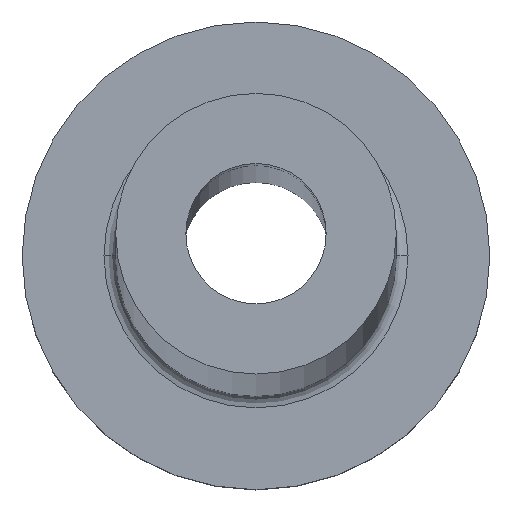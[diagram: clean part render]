
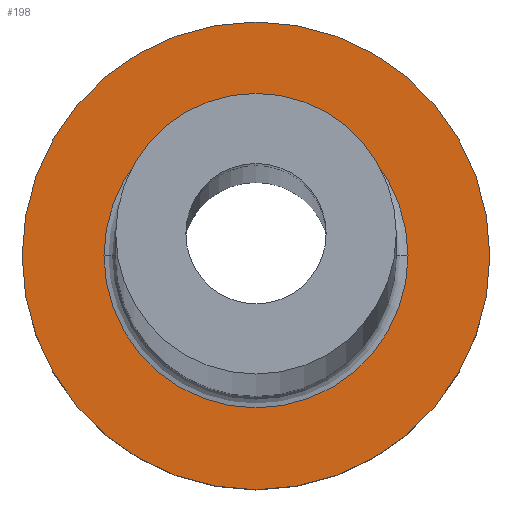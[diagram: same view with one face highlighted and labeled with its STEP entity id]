
A CAD part, top view. The second image highlights one B-rep face of the part: STEP entity #198.
In plain terms, the highlighted planar face has unit normal (0, 0, 1).
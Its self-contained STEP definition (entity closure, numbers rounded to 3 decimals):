
#9 = CIRCLE ( 'NONE', #140, 10. ) ;
#38 = EDGE_CURVE ( 'NONE', #357, #298, #177, .T. ) ;
#55 = CARTESIAN_POINT ( 'NONE',  ( 0., 0., 7. ) ) ;
#56 = PLANE ( 'NONE',  #116 ) ;
#58 = FACE_BOUND ( 'NONE', #72, .T. ) ;
#72 = EDGE_LOOP ( 'NONE', ( #267, #389 ) ) ;
#101 = CARTESIAN_POINT ( 'NONE',  ( 0., 0., 7. ) ) ;
#109 = ORIENTED_EDGE ( 'NONE', *, *, #120, .T. ) ;
#116 = AXIS2_PLACEMENT_3D ( 'NONE', #411, #338, #299 ) ;
#120 = EDGE_CURVE ( 'NONE', #436, #187, #9, .T. ) ;
#122 = DIRECTION ( 'NONE',  ( 0., 0., 1. ) ) ;
#140 = AXIS2_PLACEMENT_3D ( 'NONE', #229, #122, #441 ) ;
#147 = AXIS2_PLACEMENT_3D ( 'NONE', #101, #424, #211 ) ;
#167 = CARTESIAN_POINT ( 'NONE',  ( 0., 0., 7. ) ) ;
#177 = CIRCLE ( 'NONE', #147, 6.5 ) ;
#179 = AXIS2_PLACEMENT_3D ( 'NONE', #167, #314, #347 ) ;
#187 = VERTEX_POINT ( 'NONE', #408 ) ;
#194 = CARTESIAN_POINT ( 'NONE',  ( -6.5, 0., 7. ) ) ;
#196 = FACE_OUTER_BOUND ( 'NONE', #364, .T. ) ;
#198 = ADVANCED_FACE ( 'NONE', ( #58, #196 ), #56, .T. ) ;
#211 = DIRECTION ( 'NONE',  ( 1., 0., 0. ) ) ;
#229 = CARTESIAN_POINT ( 'NONE',  ( 0., 0., 7. ) ) ;
#234 = EDGE_CURVE ( 'NONE', #298, #357, #259, .T. ) ;
#239 = ORIENTED_EDGE ( 'NONE', *, *, #421, .T. ) ;
#259 = CIRCLE ( 'NONE', #179, 6.5 ) ;
#264 = CARTESIAN_POINT ( 'NONE',  ( 10., 0., 7. ) ) ;
#267 = ORIENTED_EDGE ( 'NONE', *, *, #38, .T. ) ;
#298 = VERTEX_POINT ( 'NONE', #194 ) ;
#299 = DIRECTION ( 'NONE',  ( 1., 0., 0. ) ) ;
#314 = DIRECTION ( 'NONE',  ( 0., 0., -1. ) ) ;
#334 = DIRECTION ( 'NONE',  ( 0., 0., 1. ) ) ;
#338 = DIRECTION ( 'NONE',  ( 0., 0., 1. ) ) ;
#342 = AXIS2_PLACEMENT_3D ( 'NONE', #55, #334, #440 ) ;
#347 = DIRECTION ( 'NONE',  ( 1., 0., 0. ) ) ;
#357 = VERTEX_POINT ( 'NONE', #393 ) ;
#364 = EDGE_LOOP ( 'NONE', ( #239, #109 ) ) ;
#389 = ORIENTED_EDGE ( 'NONE', *, *, #234, .T. ) ;
#390 = CIRCLE ( 'NONE', #342, 10. ) ;
#393 = CARTESIAN_POINT ( 'NONE',  ( 6.5, 0., 7. ) ) ;
#408 = CARTESIAN_POINT ( 'NONE',  ( -10., 0., 7. ) ) ;
#411 = CARTESIAN_POINT ( 'NONE',  ( 0., 0., 7. ) ) ;
#421 = EDGE_CURVE ( 'NONE', #187, #436, #390, .T. ) ;
#424 = DIRECTION ( 'NONE',  ( 0., 0., -1. ) ) ;
#436 = VERTEX_POINT ( 'NONE', #264 ) ;
#440 = DIRECTION ( 'NONE',  ( 1., 0., 0. ) ) ;
#441 = DIRECTION ( 'NONE',  ( 1., 0., 0. ) ) ;
